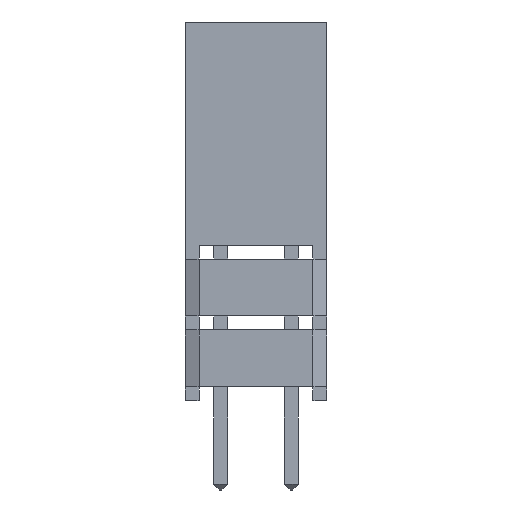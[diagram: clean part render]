
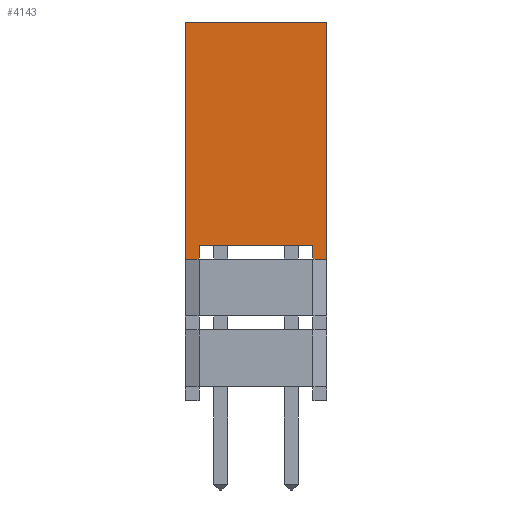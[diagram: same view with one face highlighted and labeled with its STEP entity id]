
A CAD part, left-side view. The second image highlights one B-rep face of the part: STEP entity #4143.
In plain terms, the highlighted planar face has unit normal (-1, 0, 0).
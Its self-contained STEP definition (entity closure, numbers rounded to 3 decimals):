
#2222 = VERTEX_POINT('',#2223);
#2223 = CARTESIAN_POINT('',(-1.27,-0.77,5.08));
#2268 = VERTEX_POINT('',#2269);
#2269 = CARTESIAN_POINT('',(-1.27,-1.27,5.08));
#2275 = EDGE_CURVE('',#2268,#2276,#2278,.T.);
#2276 = VERTEX_POINT('',#2277);
#2277 = CARTESIAN_POINT('',(-1.27,-1.27,13.58));
#2278 = LINE('',#2279,#2280);
#2279 = CARTESIAN_POINT('',(-1.27,-1.27,5.08));
#2280 = VECTOR('',#2281,1.);
#2281 = DIRECTION('',(0.,0.,1.));
#2605 = VERTEX_POINT('',#2606);
#2606 = CARTESIAN_POINT('',(-1.27,3.31,5.08));
#2668 = VERTEX_POINT('',#2669);
#2669 = CARTESIAN_POINT('',(-1.27,3.81,5.08));
#2675 = EDGE_CURVE('',#2668,#2676,#2678,.T.);
#2676 = VERTEX_POINT('',#2677);
#2677 = CARTESIAN_POINT('',(-1.27,3.81,13.58));
#2678 = LINE('',#2679,#2680);
#2679 = CARTESIAN_POINT('',(-1.27,3.81,5.08));
#2680 = VECTOR('',#2681,1.);
#2681 = DIRECTION('',(0.,0.,1.));
#4103 = EDGE_CURVE('',#2268,#2222,#4104,.T.);
#4104 = LINE('',#4105,#4106);
#4105 = CARTESIAN_POINT('',(-1.27,-1.27,5.08));
#4106 = VECTOR('',#4107,1.);
#4107 = DIRECTION('',(0.,1.,0.));
#4143 = ADVANCED_FACE('',(#4144),#4183,.F.);
#4144 = FACE_BOUND('',#4145,.F.);
#4145 = EDGE_LOOP('',(#4146,#4152,#4153,#4154,#4162,#4170,#4176,#4182));
#4146 = ORIENTED_EDGE('',*,*,#4147,.F.);
#4147 = EDGE_CURVE('',#2276,#2676,#4148,.T.);
#4148 = LINE('',#4149,#4150);
#4149 = CARTESIAN_POINT('',(-1.27,-1.27,13.58));
#4150 = VECTOR('',#4151,1.);
#4151 = DIRECTION('',(0.,1.,0.));
#4152 = ORIENTED_EDGE('',*,*,#2275,.F.);
#4153 = ORIENTED_EDGE('',*,*,#4103,.T.);
#4154 = ORIENTED_EDGE('',*,*,#4155,.T.);
#4155 = EDGE_CURVE('',#2222,#4156,#4158,.T.);
#4156 = VERTEX_POINT('',#4157);
#4157 = CARTESIAN_POINT('',(-1.27,-0.77,5.58));
#4158 = LINE('',#4159,#4160);
#4159 = CARTESIAN_POINT('',(-1.27,-0.77,5.08));
#4160 = VECTOR('',#4161,1.);
#4161 = DIRECTION('',(0.,0.,1.));
#4162 = ORIENTED_EDGE('',*,*,#4163,.T.);
#4163 = EDGE_CURVE('',#4156,#4164,#4166,.T.);
#4164 = VERTEX_POINT('',#4165);
#4165 = CARTESIAN_POINT('',(-1.27,3.31,5.58));
#4166 = LINE('',#4167,#4168);
#4167 = CARTESIAN_POINT('',(-1.27,-0.77,5.58));
#4168 = VECTOR('',#4169,1.);
#4169 = DIRECTION('',(0.,1.,0.));
#4170 = ORIENTED_EDGE('',*,*,#4171,.F.);
#4171 = EDGE_CURVE('',#2605,#4164,#4172,.T.);
#4172 = LINE('',#4173,#4174);
#4173 = CARTESIAN_POINT('',(-1.27,3.31,5.08));
#4174 = VECTOR('',#4175,1.);
#4175 = DIRECTION('',(0.,0.,1.));
#4176 = ORIENTED_EDGE('',*,*,#4177,.T.);
#4177 = EDGE_CURVE('',#2605,#2668,#4178,.T.);
#4178 = LINE('',#4179,#4180);
#4179 = CARTESIAN_POINT('',(-1.27,-1.27,5.08));
#4180 = VECTOR('',#4181,1.);
#4181 = DIRECTION('',(0.,1.,0.));
#4182 = ORIENTED_EDGE('',*,*,#2675,.T.);
#4183 = PLANE('',#4184);
#4184 = AXIS2_PLACEMENT_3D('',#4185,#4186,#4187);
#4185 = CARTESIAN_POINT('',(-1.27,-1.27,5.08));
#4186 = DIRECTION('',(1.,0.,0.));
#4187 = DIRECTION('',(0.,0.,1.));
